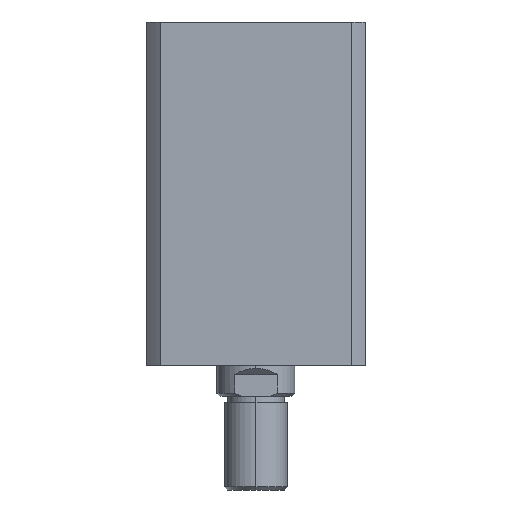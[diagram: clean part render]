
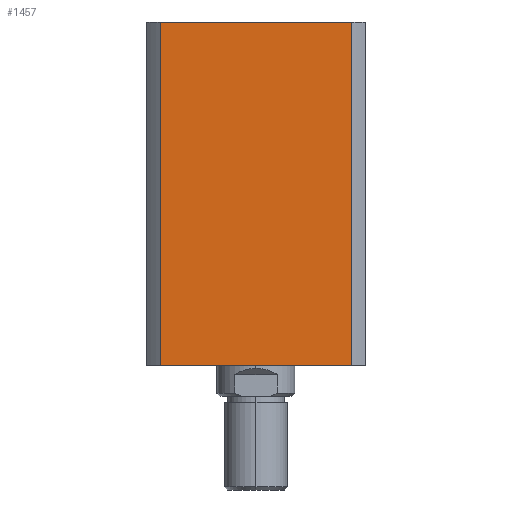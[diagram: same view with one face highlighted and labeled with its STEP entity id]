
A CAD part, left-side view. The second image highlights one B-rep face of the part: STEP entity #1457.
In plain terms, the highlighted planar face has unit normal (-1, 0, 0).
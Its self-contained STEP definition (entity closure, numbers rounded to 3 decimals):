
#370 = CARTESIAN_POINT ( 'NONE',  ( -35., 0., 110. ) ) ;
#375 = PLANE ( 'NONE',  #2062 ) ;
#378 = DIRECTION ( 'NONE',  ( 1., 0., 0. ) ) ;
#379 = DIRECTION ( 'NONE',  ( 0., 0., -1. ) ) ;
#767 = CARTESIAN_POINT ( 'NONE',  ( -35., -30.615, 110. ) ) ;
#913 = CARTESIAN_POINT ( 'NONE',  ( -35., 30.615, 110. ) ) ;
#925 = CARTESIAN_POINT ( 'NONE',  ( -35., 30.615, 0. ) ) ;
#926 = CARTESIAN_POINT ( 'NONE',  ( -35., -30.615, 0. ) ) ;
#1068 = VERTEX_POINT ( 'NONE', #926 ) ;
#1069 = VERTEX_POINT ( 'NONE', #925 ) ;
#1078 = VERTEX_POINT ( 'NONE', #913 ) ;
#1279 = VERTEX_POINT ( 'NONE', #767 ) ;
#1457 = ADVANCED_FACE ( 'NONE', ( #2470 ), #375, .F. ) ;
#1597 = ORIENTED_EDGE ( 'NONE', *, *, #1933, .T. ) ;
#1598 = ORIENTED_EDGE ( 'NONE', *, *, #1932, .F. ) ;
#1599 = ORIENTED_EDGE ( 'NONE', *, *, #1931, .F. ) ;
#1600 = ORIENTED_EDGE ( 'NONE', *, *, #1935, .T. ) ;
#1931 = EDGE_CURVE ( 'NONE', #1078, #1279, #3327, .T. ) ;
#1932 = EDGE_CURVE ( 'NONE', #1279, #1068, #3333, .T. ) ;
#1933 = EDGE_CURVE ( 'NONE', #1069, #1068, #3335, .T. ) ;
#1935 = EDGE_CURVE ( 'NONE', #1078, #1069, #3339, .T. ) ;
#2062 = AXIS2_PLACEMENT_3D ( 'NONE', #370, #378, #379 ) ;
#2205 = EDGE_LOOP ( 'NONE', ( #1597, #1598, #1599, #1600 ) ) ;
#2470 = FACE_OUTER_BOUND ( 'NONE', #2205, .T. ) ;
#3119 = DIRECTION ( 'NONE',  ( 0., -1., 0. ) ) ;
#3123 = DIRECTION ( 'NONE',  ( 0., 0., -1. ) ) ;
#3124 = CARTESIAN_POINT ( 'NONE',  ( -35., 0., 110. ) ) ;
#3128 = CARTESIAN_POINT ( 'NONE',  ( -35., -30.615, 110. ) ) ;
#3129 = DIRECTION ( 'NONE',  ( 0., 0., -1. ) ) ;
#3130 = CARTESIAN_POINT ( 'NONE',  ( -35., 0., 0. ) ) ;
#3131 = CARTESIAN_POINT ( 'NONE',  ( -35., 30.615, 110. ) ) ;
#3132 = DIRECTION ( 'NONE',  ( 0., -1., 0. ) ) ;
#3327 = LINE ( 'NONE', #3124, #3334 ) ;
#3333 = LINE ( 'NONE', #3128, #3336 ) ;
#3334 = VECTOR ( 'NONE', #3119, 1000. ) ;
#3335 = LINE ( 'NONE', #3130, #3338 ) ;
#3336 = VECTOR ( 'NONE', #3129, 1000. ) ;
#3338 = VECTOR ( 'NONE', #3132, 1000. ) ;
#3339 = LINE ( 'NONE', #3131, #3341 ) ;
#3341 = VECTOR ( 'NONE', #3123, 1000. ) ;
